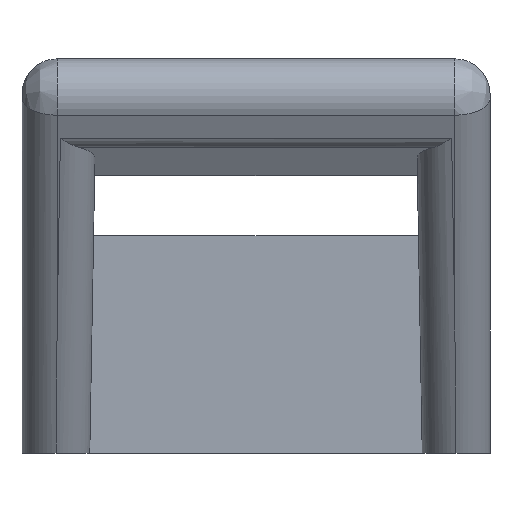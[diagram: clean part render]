
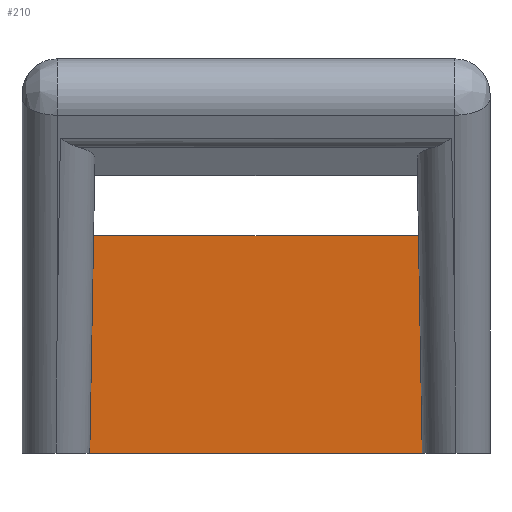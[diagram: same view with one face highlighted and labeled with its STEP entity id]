
A CAD part, front view. The second image highlights one B-rep face of the part: STEP entity #210.
In plain terms, the highlighted planar face has unit normal (0, -0.999, -0.035).
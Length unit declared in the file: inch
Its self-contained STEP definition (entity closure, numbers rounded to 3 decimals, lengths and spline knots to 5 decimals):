
#210=ADVANCED_FACE('',(#272),#257,.T.);
#257=PLANE('',#1009);
#272=FACE_OUTER_BOUND('',#320,.T.);
#320=EDGE_LOOP('',(#591,#592,#593,#594));
#368=LINE('',#1372,#430);
#377=LINE('',#1409,#439);
#383=LINE('',#1421,#445);
#401=LINE('',#1478,#463);
#430=VECTOR('',#1086,1.);
#439=VECTOR('',#1101,1.);
#445=VECTOR('',#1111,1.);
#463=VECTOR('',#1157,1.);
#591=ORIENTED_EDGE('',*,*,#858,.T.);
#592=ORIENTED_EDGE('',*,*,#887,.T.);
#593=ORIENTED_EDGE('',*,*,#839,.F.);
#594=ORIENTED_EDGE('',*,*,#851,.F.);
#754=VERTEX_POINT('',#1371);
#755=VERTEX_POINT('',#1373);
#764=VERTEX_POINT('',#1407);
#769=VERTEX_POINT('',#1420);
#839=EDGE_CURVE('',#754,#755,#368,.T.);
#851=EDGE_CURVE('',#764,#754,#377,.T.);
#858=EDGE_CURVE('',#764,#769,#383,.T.);
#887=EDGE_CURVE('',#769,#755,#401,.T.);
#1009=AXIS2_PLACEMENT_3D('',#1531,#1209,#1210);
#1086=DIRECTION('',(0.017,0.035,-0.999));
#1101=DIRECTION('',(1.,0.,0.));
#1111=DIRECTION('',(-0.017,0.035,-0.999));
#1157=DIRECTION('',(1.,0.,0.));
#1209=DIRECTION('',(0.,-0.999,-0.035));
#1210=DIRECTION('',(0.,0.035,-0.999));
#1371=CARTESIAN_POINT('',(4.62007,0.51888,0.34));
#1372=CARTESIAN_POINT('',(4.626,0.53075,0.));
#1373=CARTESIAN_POINT('',(4.626,0.53075,0.));
#1407=CARTESIAN_POINT('',(4.11193,0.51888,0.34));
#1409=CARTESIAN_POINT('',(4.106,0.51888,0.34));
#1420=CARTESIAN_POINT('',(4.106,0.53075,0.));
#1421=CARTESIAN_POINT('',(4.106,0.53075,0.));
#1478=CARTESIAN_POINT('',(4.366,0.53075,0.));
#1531=CARTESIAN_POINT('',(4.626,0.53075,0.));
